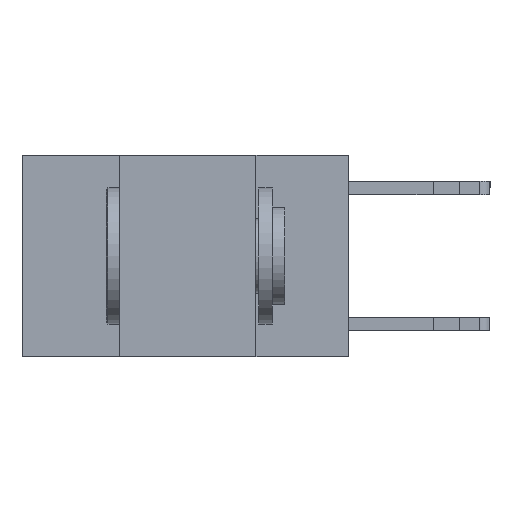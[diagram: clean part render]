
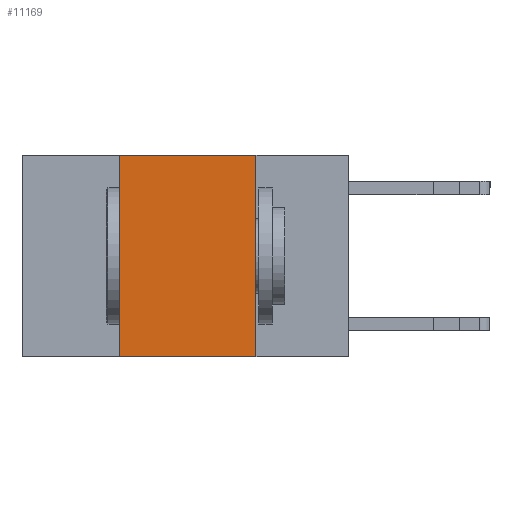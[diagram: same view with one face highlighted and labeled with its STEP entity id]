
A CAD part, left-side view. The second image highlights one B-rep face of the part: STEP entity #11169.
In plain terms, the highlighted planar face has unit normal (-1, 0, 0).
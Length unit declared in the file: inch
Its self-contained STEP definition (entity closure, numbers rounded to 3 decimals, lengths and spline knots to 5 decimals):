
#1658 = DIRECTION ( 'NONE',  ( 0., 0., 1. ) ) ;
#2399 = VERTEX_POINT ( 'NONE', #20676 ) ;
#3258 = CARTESIAN_POINT ( 'NONE',  ( 0., 0.17, -0.37 ) ) ;
#3285 = VECTOR ( 'NONE', #22772, 39.37008 ) ;
#3535 = PLANE ( 'NONE',  #15552 ) ;
#3755 = FACE_OUTER_BOUND ( 'NONE', #18169, .T. ) ;
#4447 = ORIENTED_EDGE ( 'NONE', *, *, #6504, .F. ) ;
#4941 = DIRECTION ( 'NONE',  ( 0., 0., -1. ) ) ;
#5120 = ORIENTED_EDGE ( 'NONE', *, *, #21341, .F. ) ;
#5359 = VERTEX_POINT ( 'NONE', #3258 ) ;
#5483 = DIRECTION ( 'NONE',  ( 0., -1., 0. ) ) ;
#5714 = LINE ( 'NONE', #9100, #10417 ) ;
#5935 = VERTEX_POINT ( 'NONE', #12052 ) ;
#6504 = EDGE_CURVE ( 'NONE', #2399, #12100, #5714, .T. ) ;
#6554 = LINE ( 'NONE', #6673, #19570 ) ;
#6673 = CARTESIAN_POINT ( 'NONE',  ( 0., 0.17, 0. ) ) ;
#7121 = CARTESIAN_POINT ( 'NONE',  ( 0., 0.6, 0. ) ) ;
#8404 = LINE ( 'NONE', #10607, #13146 ) ;
#8584 = EDGE_CURVE ( 'NONE', #5935, #5359, #17314, .T. ) ;
#9100 = CARTESIAN_POINT ( 'NONE',  ( 0., 0.6, 0. ) ) ;
#10417 = VECTOR ( 'NONE', #5483, 39.37008 ) ;
#10607 = CARTESIAN_POINT ( 'NONE',  ( 0., 0.42, 0. ) ) ;
#11169 = ADVANCED_FACE ( 'NONE', ( #3755 ), #3535, .F. ) ;
#12052 = CARTESIAN_POINT ( 'NONE',  ( 0., 0.42, -0.37 ) ) ;
#12100 = VERTEX_POINT ( 'NONE', #22134 ) ;
#13146 = VECTOR ( 'NONE', #1658, 39.37008 ) ;
#14425 = DIRECTION ( 'NONE',  ( 1., 0., 0. ) ) ;
#15552 = AXIS2_PLACEMENT_3D ( 'NONE', #7121, #14425, #16287 ) ;
#15744 = ORIENTED_EDGE ( 'NONE', *, *, #17010, .F. ) ;
#16287 = DIRECTION ( 'NONE',  ( 0., 0., -1. ) ) ;
#17010 = EDGE_CURVE ( 'NONE', #5935, #2399, #8404, .T. ) ;
#17076 = CARTESIAN_POINT ( 'NONE',  ( 0., 0.6, -0.37 ) ) ;
#17314 = LINE ( 'NONE', #17076, #3285 ) ;
#18169 = EDGE_LOOP ( 'NONE', ( #5120, #4447, #15744, #19694 ) ) ;
#19570 = VECTOR ( 'NONE', #4941, 39.37008 ) ;
#19694 = ORIENTED_EDGE ( 'NONE', *, *, #8584, .T. ) ;
#20676 = CARTESIAN_POINT ( 'NONE',  ( 0., 0.42, 0. ) ) ;
#21341 = EDGE_CURVE ( 'NONE', #12100, #5359, #6554, .T. ) ;
#22134 = CARTESIAN_POINT ( 'NONE',  ( 0., 0.17, 0. ) ) ;
#22772 = DIRECTION ( 'NONE',  ( 0., -1., 0. ) ) ;
